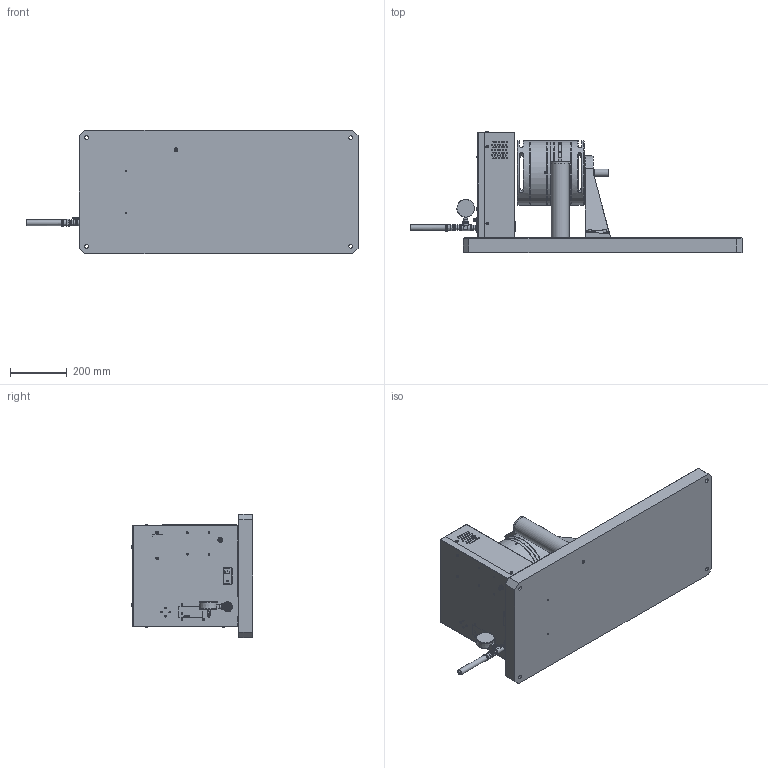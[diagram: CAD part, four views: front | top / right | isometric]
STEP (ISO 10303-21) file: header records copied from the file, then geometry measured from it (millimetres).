
FILE_DESCRIPTION (( 'STEP AP203' ), '1' );
FILE_NAME ('HD-805-XC1-0200_-.stp', '2022-07-15T15:29:27', ( '' ), ( '' ), 'SwSTEP 2.0', 'SolidWorks 2020', '' );
FILE_SCHEMA (( 'CONFIG_CONTROL_DESIGN' ));
Length unit declared in the file: millimetre
Products named in the file (1): HD-805-XC1-0200_-
Bounding box: 1165.38 x 424.84 x 431.8 mm (x, y, z)
Surface area: 2302880.3 mm2 (no closed solid volume)
Topology: 0 solids, 139 shells, 749 faces, 3159 edges, 2496 vertices
Faces by surface type: plane 352, cylinder 266, cone 70, torus 36, bspline 25
Full cylindrical faces by diameter (mm): 1.016 x8, 2.8 x1, 3.572 x3, 3.8 x74, 4.366 x3, 4.75 x3, 4.763 x3, 5.08 x1, 5.105 x1, 5.41 x2, 5.563 x2, 6.35 x2, 6.655 x4, 7.366 x2, 7.391 x2, 7.925 x2, 8.204 x1, 8.3 x1, 8.331 x2, 9.169 x8, 10 x1, 10.236 x2, 10.7 x1, 11.906 x5, 12.7 x2, 12.802 x1, 13.335 x1, 13.492 x4, 13.665 x1, 15.621 x1
Entity records: 41905 total; most frequent: CARTESIAN_POINT 18245, DIRECTION 4627, ORIENTED_EDGE 3775, EDGE_CURVE 2793, VERTEX_POINT 2397, AXIS2_PLACEMENT_3D 1689, EDGE_LOOP 1335, VECTOR 1249
